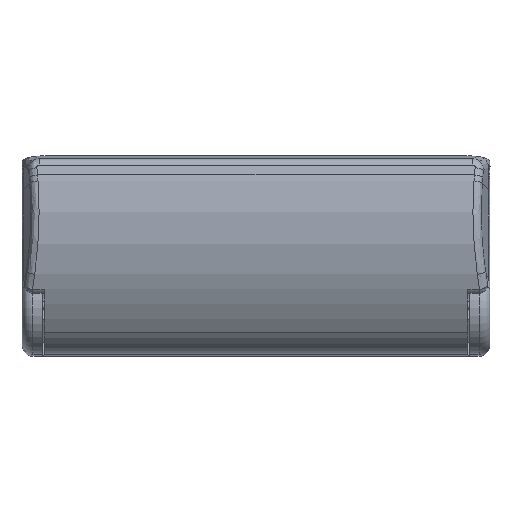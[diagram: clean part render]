
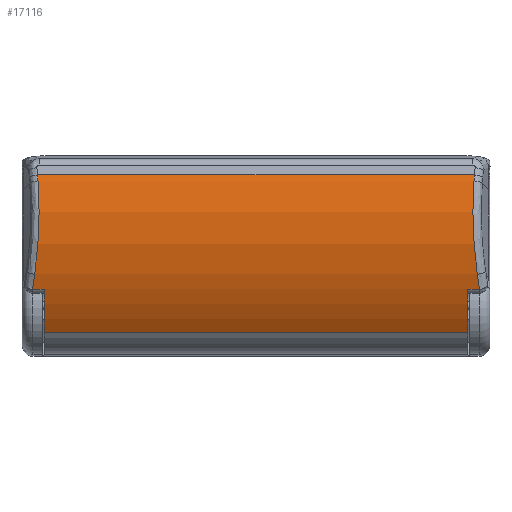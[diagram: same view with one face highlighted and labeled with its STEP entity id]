
A CAD part, front view. The second image highlights one B-rep face of the part: STEP entity #17116.
In plain terms, the highlighted cylindrical face has radius 86.106 mm (diameter 172.212 mm), a partial arc.
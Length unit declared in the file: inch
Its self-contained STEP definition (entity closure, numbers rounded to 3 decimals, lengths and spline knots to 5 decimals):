
#313=CYLINDRICAL_SURFACE('',#18293,3.39);
#1017=B_SPLINE_CURVE_WITH_KNOTS('',3,(#44960,#44961,#44962,#44963),
 .UNSPECIFIED.,.F.,.F.,(4,4),(-1.49483,-0.83263),
 .UNSPECIFIED.);
#1019=B_SPLINE_CURVE_WITH_KNOTS('',3,(#45021,#45022,#45023,#45024,#45025),
 .UNSPECIFIED.,.F.,.F.,(4,1,4),(-3.91506,-2.23346,0.00868),
 .UNSPECIFIED.);
#1020=B_SPLINE_CURVE_WITH_KNOTS('',3,(#45048,#45049,#45050,#45051),
 .UNSPECIFIED.,.F.,.F.,(4,4),(-0.26156,0.),.UNSPECIFIED.);
#1221=B_SPLINE_CURVE_WITH_KNOTS('',3,(#49121,#49122,#49123,#49124,#49125),
 .UNSPECIFIED.,.F.,.F.,(4,1,4),(-3.91506,-2.23346,0.00868),
 .UNSPECIFIED.);
#1222=B_SPLINE_CURVE_WITH_KNOTS('',3,(#49127,#49128,#49129,#49130),
 .UNSPECIFIED.,.F.,.F.,(4,4),(-0.26156,0.),.UNSPECIFIED.);
#1223=B_SPLINE_CURVE_WITH_KNOTS('',3,(#49135,#49136,#49137,#49138),
 .UNSPECIFIED.,.F.,.F.,(4,4),(-1.49483,-0.83263),
 .UNSPECIFIED.);
#1859=CIRCLE('',#18100,3.39);
#1978=CIRCLE('',#18294,3.39);
#3175=FACE_OUTER_BOUND('',#4125,.T.);
#4125=EDGE_LOOP('',(#15129,#15130,#15131,#15132,#15133,#15134,#15135,#15136,
#15137,#15138,#15139,#15140));
#4961=LINE('',#44102,#6018);
#5159=LINE('',#48674,#6216);
#5177=LINE('',#49131,#6234);
#5178=LINE('',#49133,#6235);
#6018=VECTOR('',#20601,0.3937);
#6216=VECTOR('',#21227,0.3937);
#6234=VECTOR('',#21299,0.3937);
#6235=VECTOR('',#21300,0.3937);
#7439=VERTEX_POINT('',#44099);
#7440=VERTEX_POINT('',#44101);
#7516=VERTEX_POINT('',#44959);
#7517=VERTEX_POINT('',#45020);
#7518=VERTEX_POINT('',#45047);
#7530=VERTEX_POINT('',#45138);
#7813=VERTEX_POINT('',#48671);
#7814=VERTEX_POINT('',#48673);
#7858=VERTEX_POINT('',#49119);
#7859=VERTEX_POINT('',#49120);
#7860=VERTEX_POINT('',#49126);
#7861=VERTEX_POINT('',#49132);
#9724=EDGE_CURVE('',#7440,#7439,#4961,.T.);
#9830=EDGE_CURVE('',#7516,#7440,#1017,.T.);
#9832=EDGE_CURVE('',#7517,#7516,#1019,.T.);
#9834=EDGE_CURVE('',#7518,#7517,#1020,.T.);
#9851=EDGE_CURVE('',#7439,#7530,#1859,.T.);
#10284=EDGE_CURVE('',#7813,#7814,#5159,.T.);
#10346=EDGE_CURVE('',#7858,#7859,#1221,.T.);
#10347=EDGE_CURVE('',#7860,#7858,#1222,.T.);
#10348=EDGE_CURVE('',#7518,#7860,#5177,.T.);
#10349=EDGE_CURVE('',#7530,#7861,#5178,.T.);
#10350=EDGE_CURVE('',#7814,#7861,#1978,.T.);
#10351=EDGE_CURVE('',#7859,#7813,#1223,.T.);
#15129=ORIENTED_EDGE('',*,*,#10346,.F.);
#15130=ORIENTED_EDGE('',*,*,#10347,.F.);
#15131=ORIENTED_EDGE('',*,*,#10348,.F.);
#15132=ORIENTED_EDGE('',*,*,#9834,.T.);
#15133=ORIENTED_EDGE('',*,*,#9832,.T.);
#15134=ORIENTED_EDGE('',*,*,#9830,.T.);
#15135=ORIENTED_EDGE('',*,*,#9724,.T.);
#15136=ORIENTED_EDGE('',*,*,#9851,.T.);
#15137=ORIENTED_EDGE('',*,*,#10349,.T.);
#15138=ORIENTED_EDGE('',*,*,#10350,.F.);
#15139=ORIENTED_EDGE('',*,*,#10284,.F.);
#15140=ORIENTED_EDGE('',*,*,#10351,.F.);
#17116=ADVANCED_FACE('',(#3175),#313,.T.);
#18100=AXIS2_PLACEMENT_3D('',#45140,#20733,#20734);
#18293=AXIS2_PLACEMENT_3D('',#49118,#21297,#21298);
#18294=AXIS2_PLACEMENT_3D('',#49134,#21301,#21302);
#20601=DIRECTION('',(1.,0.,0.));
#20733=DIRECTION('center_axis',(1.,0.,0.));
#20734=DIRECTION('ref_axis',(0.,-0.97,0.242));
#21227=DIRECTION('',(-1.,0.,0.));
#21297=DIRECTION('center_axis',(1.,0.,0.));
#21298=DIRECTION('ref_axis',(0.,-0.97,0.242));
#21299=DIRECTION('',(1.,0.,0.));
#21300=DIRECTION('',(1.,0.,0.));
#21301=DIRECTION('center_axis',(1.,0.,0.));
#21302=DIRECTION('ref_axis',(0.,-0.97,0.242));
#44099=CARTESIAN_POINT('',(-3.62,0.03585,-2.44157));
#44101=CARTESIAN_POINT('',(-3.81995,0.03585,-2.44157));
#44102=CARTESIAN_POINT('',(0.,0.03585,-2.44157));
#44959=CARTESIAN_POINT('',(-3.78303,-0.04427,-2.18425));
#44960=CARTESIAN_POINT('Ctrl Pts',(-3.78303,-0.04427,
-2.18425));
#44961=CARTESIAN_POINT('Ctrl Pts',(-3.79591,-0.02101,
-2.27095));
#44962=CARTESIAN_POINT('Ctrl Pts',(-3.80834,0.00571,
-2.35681));
#44963=CARTESIAN_POINT('Ctrl Pts',(-3.81995,0.03585,
-2.44157));
#45020=CARTESIAN_POINT('',(-3.72598,-0.0836,-0.59032));
#45021=CARTESIAN_POINT('Ctrl Pts',(-3.72598,-0.0836,
-0.59032));
#45022=CARTESIAN_POINT('Ctrl Pts',(-3.71007,-0.13214,
-0.81506));
#45023=CARTESIAN_POINT('Ctrl Pts',(-3.69635,-0.19215,
-1.35302));
#45024=CARTESIAN_POINT('Ctrl Pts',(-3.74371,-0.12318,
-1.89004));
#45025=CARTESIAN_POINT('Ctrl Pts',(-3.78303,-0.04427,
-2.18425));
#45047=CARTESIAN_POINT('',(-3.7341,-0.05931,-0.48588));
#45048=CARTESIAN_POINT('Ctrl Pts',(-3.7341,-0.05931,
-0.48588));
#45049=CARTESIAN_POINT('Ctrl Pts',(-3.73117,-0.06795,
-0.52055));
#45050=CARTESIAN_POINT('Ctrl Pts',(-3.72846,-0.07605,
-0.55537));
#45051=CARTESIAN_POINT('Ctrl Pts',(-3.72598,-0.0836,
-0.59032));
#45138=CARTESIAN_POINT('',(-3.62,0.40413,-3.17859));
#45140=CARTESIAN_POINT('Origin',(-3.62,3.22999,-1.306));
#48671=CARTESIAN_POINT('',(3.81995,0.03585,-2.44157));
#48673=CARTESIAN_POINT('',(3.62,0.03585,-2.44157));
#48674=CARTESIAN_POINT('',(0.,0.03585,-2.44157));
#49118=CARTESIAN_POINT('Origin',(0.,3.22999,-1.306));
#49119=CARTESIAN_POINT('',(3.72598,-0.0836,-0.59032));
#49120=CARTESIAN_POINT('',(3.78303,-0.04427,-2.18425));
#49121=CARTESIAN_POINT('Ctrl Pts',(3.72598,-0.0836,
-0.59032));
#49122=CARTESIAN_POINT('Ctrl Pts',(3.71007,-0.13214,-0.81506));
#49123=CARTESIAN_POINT('Ctrl Pts',(3.69635,-0.19215,
-1.35302));
#49124=CARTESIAN_POINT('Ctrl Pts',(3.74371,-0.12318,
-1.89004));
#49125=CARTESIAN_POINT('Ctrl Pts',(3.78303,-0.04427,
-2.18425));
#49126=CARTESIAN_POINT('',(3.7341,-0.05931,-0.48588));
#49127=CARTESIAN_POINT('Ctrl Pts',(3.7341,-0.05931,
-0.48588));
#49128=CARTESIAN_POINT('Ctrl Pts',(3.73117,-0.06795,
-0.52055));
#49129=CARTESIAN_POINT('Ctrl Pts',(3.72846,-0.07605,
-0.55537));
#49130=CARTESIAN_POINT('Ctrl Pts',(3.72598,-0.0836,
-0.59032));
#49131=CARTESIAN_POINT('',(0.,-0.05931,-0.48588));
#49132=CARTESIAN_POINT('',(3.62,0.40413,-3.17859));
#49133=CARTESIAN_POINT('',(0.,0.40413,-3.17859));
#49134=CARTESIAN_POINT('Origin',(3.62,3.22999,-1.306));
#49135=CARTESIAN_POINT('Ctrl Pts',(3.78303,-0.04427,
-2.18425));
#49136=CARTESIAN_POINT('Ctrl Pts',(3.79591,-0.02101,
-2.27095));
#49137=CARTESIAN_POINT('Ctrl Pts',(3.80834,0.00571,
-2.35681));
#49138=CARTESIAN_POINT('Ctrl Pts',(3.81995,0.03585,
-2.44157));
